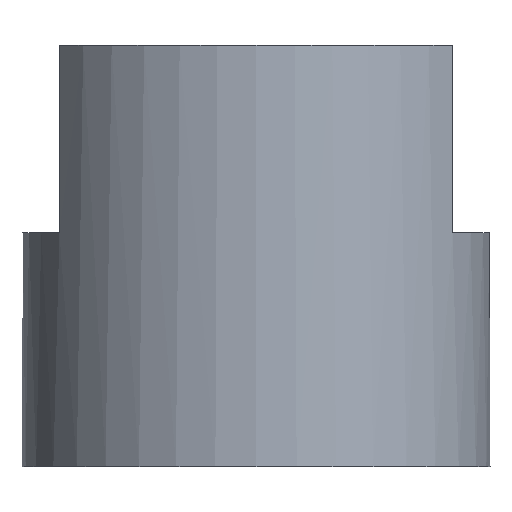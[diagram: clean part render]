
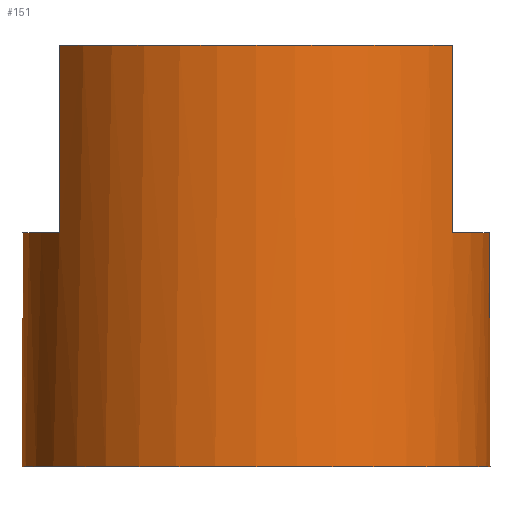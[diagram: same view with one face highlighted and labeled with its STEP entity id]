
A CAD part, left-side view. The second image highlights one B-rep face of the part: STEP entity #151.
In plain terms, the highlighted cylindrical face has radius 50 mm (diameter 100 mm), a full revolution.
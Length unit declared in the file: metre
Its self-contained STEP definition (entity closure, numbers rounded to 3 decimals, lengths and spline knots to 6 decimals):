
#20=CYLINDRICAL_SURFACE('',#174,0.05);
#24=LINE('',#245,#32);
#25=LINE('',#249,#33);
#26=LINE('',#253,#34);
#27=LINE('',#257,#35);
#32=VECTOR('',#201,1.);
#33=VECTOR('',#204,1.);
#34=VECTOR('',#207,1.);
#35=VECTOR('',#210,1.);
#41=ORIENTED_EDGE('',*,*,#75,.T.);
#42=ORIENTED_EDGE('',*,*,#73,.F.);
#43=ORIENTED_EDGE('',*,*,#76,.F.);
#44=ORIENTED_EDGE('',*,*,#77,.F.);
#45=ORIENTED_EDGE('',*,*,#78,.T.);
#46=ORIENTED_EDGE('',*,*,#79,.F.);
#47=ORIENTED_EDGE('',*,*,#80,.F.);
#48=ORIENTED_EDGE('',*,*,#81,.F.);
#49=ORIENTED_EDGE('',*,*,#82,.T.);
#73=EDGE_CURVE('',#90,#91,#103,.T.);
#75=EDGE_CURVE('',#92,#92,#104,.T.);
#76=EDGE_CURVE('',#93,#90,#24,.T.);
#77=EDGE_CURVE('',#94,#93,#105,.T.);
#78=EDGE_CURVE('',#94,#95,#25,.T.);
#79=EDGE_CURVE('',#96,#95,#106,.T.);
#80=EDGE_CURVE('',#97,#96,#26,.T.);
#81=EDGE_CURVE('',#98,#97,#107,.T.);
#82=EDGE_CURVE('',#98,#91,#27,.T.);
#90=VERTEX_POINT('',#239);
#91=VERTEX_POINT('',#240);
#92=VERTEX_POINT('',#244);
#93=VERTEX_POINT('',#246);
#94=VERTEX_POINT('',#248);
#95=VERTEX_POINT('',#250);
#96=VERTEX_POINT('',#252);
#97=VERTEX_POINT('',#254);
#98=VERTEX_POINT('',#256);
#103=CIRCLE('',#173,0.05);
#104=CIRCLE('',#175,0.05);
#105=CIRCLE('',#176,0.05);
#106=CIRCLE('',#177,0.05);
#107=CIRCLE('',#178,0.05);
#113=EDGE_LOOP('',(#41));
#114=EDGE_LOOP('',(#42,#43,#44,#45,#46,#47,#48,#49));
#129=FACE_BOUND('',#113,.T.);
#130=FACE_BOUND('',#114,.T.);
#151=ADVANCED_FACE('',(#129,#130),#20,.T.);
#173=AXIS2_PLACEMENT_3D('',#238,#194,#195);
#174=AXIS2_PLACEMENT_3D('',#242,#197,#198);
#175=AXIS2_PLACEMENT_3D('',#243,#199,#200);
#176=AXIS2_PLACEMENT_3D('',#247,#202,#203);
#177=AXIS2_PLACEMENT_3D('',#251,#205,#206);
#178=AXIS2_PLACEMENT_3D('',#255,#208,#209);
#194=DIRECTION('',(0.,0.,1.));
#195=DIRECTION('',(1.,0.,0.));
#197=DIRECTION('',(0.,0.,1.));
#198=DIRECTION('',(1.,0.,0.));
#199=DIRECTION('',(0.,0.,1.));
#200=DIRECTION('',(1.,0.,0.));
#201=DIRECTION('',(0.,0.,-1.));
#202=DIRECTION('',(0.,0.,1.));
#203=DIRECTION('',(1.,0.,0.));
#204=DIRECTION('',(0.,0.,-1.));
#205=DIRECTION('',(0.,0.,1.));
#206=DIRECTION('',(1.,0.,0.));
#207=DIRECTION('',(0.,0.,-1.));
#208=DIRECTION('',(0.,0.,1.));
#209=DIRECTION('',(1.,0.,0.));
#210=DIRECTION('',(0.,0.,-1.));
#238=CARTESIAN_POINT('',(0.,0.,0.));
#239=CARTESIAN_POINT('',(0.027129,0.042,0.));
#240=CARTESIAN_POINT('',(-0.027129,0.042,0.));
#242=CARTESIAN_POINT('',(0.,0.,-0.05));
#243=CARTESIAN_POINT('',(0.,0.,-0.05));
#244=CARTESIAN_POINT('',(0.05,0.,-0.05));
#245=CARTESIAN_POINT('',(0.027129,0.042,0.04));
#246=CARTESIAN_POINT('',(0.027129,0.042,0.04));
#247=CARTESIAN_POINT('',(0.,0.,0.04));
#248=CARTESIAN_POINT('',(0.027129,-0.042,0.04));
#249=CARTESIAN_POINT('',(0.027129,-0.042,0.04));
#250=CARTESIAN_POINT('',(0.027129,-0.042,0.));
#251=CARTESIAN_POINT('',(0.,0.,0.));
#252=CARTESIAN_POINT('',(-0.027129,-0.042,0.));
#253=CARTESIAN_POINT('',(-0.027129,-0.042,0.04));
#254=CARTESIAN_POINT('',(-0.027129,-0.042,0.04));
#255=CARTESIAN_POINT('',(0.,0.,0.04));
#256=CARTESIAN_POINT('',(-0.027129,0.042,0.04));
#257=CARTESIAN_POINT('',(-0.027129,0.042,0.04));
